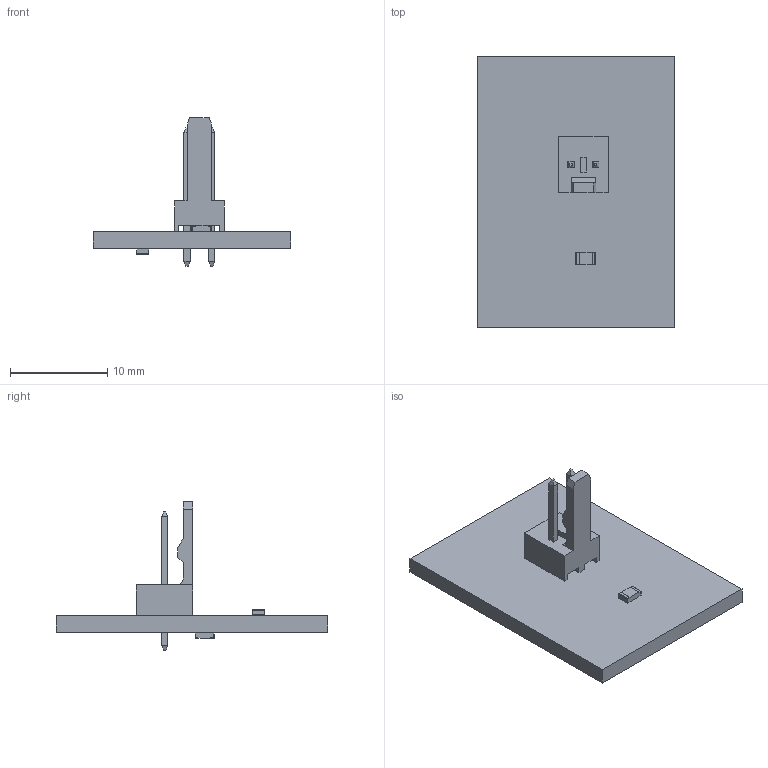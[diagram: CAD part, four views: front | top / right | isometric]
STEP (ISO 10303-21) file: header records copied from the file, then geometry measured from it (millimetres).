
FILE_DESCRIPTION(('Open CASCADE Model'),'2;1');
FILE_NAME('Open CASCADE Shape Model','2022-12-14T10:47:21',('Author'),( 'Open CASCADE'),'Open CASCADE STEP processor 6.8','Open CASCADE 6.8' ,'Unknown');
FILE_SCHEMA(('AUTOMOTIVE_DESIGN { 1 0 10303 214 1 1 1 1 }'));
Length unit declared in the file: millimetre
Products named in the file (10): PCB; Board; Open CASCADE STEP translator 6.8 6.1.1; R1; 1623201-1; R2; J1; 022272021; Open CASCADE STEP translator 6.8 6.4.1.1; Open CASCADE STEP translator 6.8 6.4.1.2
Assembly tree (10 placements, depth 4):
  PCB
    Board
      Open CASCADE STEP translator 6.8 6.1.1
    R1
      1623201-1
    R2
      1623201-1
    J1
      022272021
        Open CASCADE STEP translator 6.8 6.4.1.1
        Open CASCADE STEP translator 6.8 6.4.1.2
Bounding box: 20.32 x 27.94 x 15.26 mm (x, y, z)
Volume: 1074.2 mm3; surface area: 1596.8 mm2
Topology: 8 solids, 8 shells, 195 faces, 449 edges, 278 vertices
Faces by surface type: plane 170, cylinder 25
Entity records: 3910 total; most frequent: CARTESIAN_POINT 655, DIRECTION 631, ORIENTED_EDGE 618, EDGE_CURVE 309, LINE 283, VECTOR 283, VERTEX_POINT 190, AXIS2_PLACEMENT_3D 174
